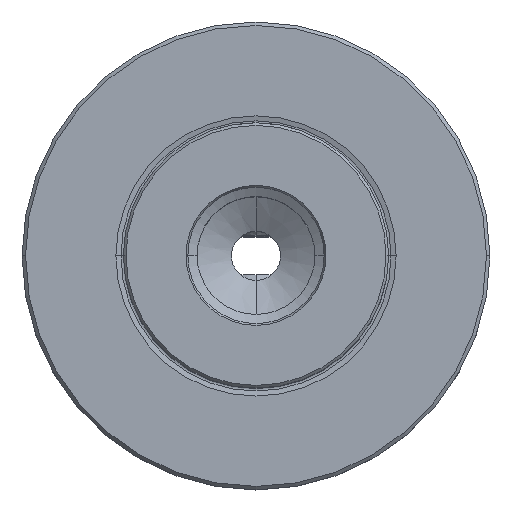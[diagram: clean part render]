
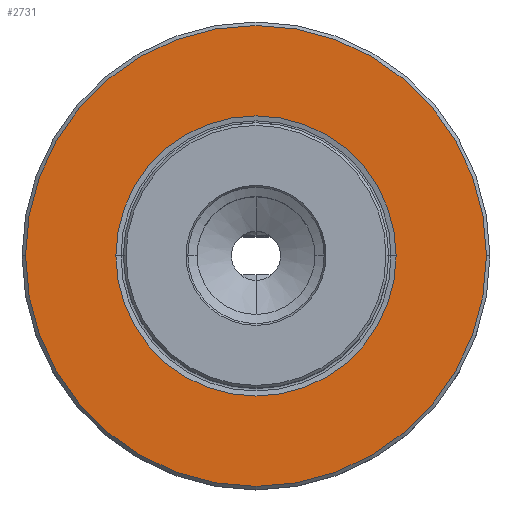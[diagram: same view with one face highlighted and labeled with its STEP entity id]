
A CAD part, top view. The second image highlights one B-rep face of the part: STEP entity #2731.
In plain terms, the highlighted planar face has unit normal (0, 0, 1).
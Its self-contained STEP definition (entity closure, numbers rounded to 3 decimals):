
#1905=EDGE_CURVE('NONE',#3155,#4937,#5337,.T.);
#2287=VERTEX_POINT('NONE',#5778);
#2731=ADVANCED_FACE('NONE',(#6266,#6267),#6268,.T.);
#3155=VERTEX_POINT('NONE',#6725);
#3453=VERTEX_POINT('NONE',#7048);
#3603=EDGE_CURVE('NONE',#4937,#3155,#7210,.T.);
#3993=EDGE_CURVE('NONE',#2287,#3453,#7638,.T.);
#4469=EDGE_CURVE('NONE',#3453,#2287,#8164,.T.);
#4937=VERTEX_POINT('NONE',#8684);
#5337=CIRCLE('',#9356,19.012);
#5778=CARTESIAN_POINT('',(31.275,0.,0.0));
#6266=FACE_OUTER_BOUND('',#11507,.T.);
#6267=FACE_BOUND('',#11508,.T.);
#6268=PLANE('',#11509);
#6725=CARTESIAN_POINT('',(-19.012,0.,0.0));
#7048=CARTESIAN_POINT('',(-31.275,0.,0.0));
#7210=CIRCLE('',#14084,19.012);
#7638=CIRCLE('',#15496,31.275);
#8164=CIRCLE('',#16886,31.275);
#8684=CARTESIAN_POINT('',(19.012,0.,0.0));
#9356=AXIS2_PLACEMENT_3D('',#19021,#19022,#19023);
#11507=EDGE_LOOP('',(#20134,#20135));
#11508=EDGE_LOOP('',(#20136,#20137));
#11509=AXIS2_PLACEMENT_3D('',#20138,#20139,#20140);
#14084=AXIS2_PLACEMENT_3D('',#20910,#20911,#20912);
#15496=AXIS2_PLACEMENT_3D('',#21304,#21305,#21306);
#16886=AXIS2_PLACEMENT_3D('',#21818,#21819,#21820);
#19021=CARTESIAN_POINT('',(0.0,0.0,0.0));
#19022=DIRECTION('',(0.0,-0.0,1.0));
#19023=DIRECTION('',(0.0,1.0,0.0));
#20134=ORIENTED_EDGE('',*,*,#4469,.F.);
#20135=ORIENTED_EDGE('',*,*,#3993,.F.);
#20136=ORIENTED_EDGE('',*,*,#3603,.F.);
#20137=ORIENTED_EDGE('',*,*,#1905,.F.);
#20138=CARTESIAN_POINT('',(-18.0,0.0,0.0));
#20139=DIRECTION('',(-0.0,0.0,1.0));
#20140=DIRECTION('',(0.0,1.0,0.0));
#20910=CARTESIAN_POINT('',(0.0,0.0,0.0));
#20911=DIRECTION('',(0.0,-0.0,1.0));
#20912=DIRECTION('',(0.0,1.0,0.0));
#21304=CARTESIAN_POINT('',(0.0,0.0,0.0));
#21305=DIRECTION('',(0.0,0.0,-1.0));
#21306=DIRECTION('',(0.0,1.0,0.0));
#21818=CARTESIAN_POINT('',(0.0,0.0,0.0));
#21819=DIRECTION('',(0.0,0.0,-1.0));
#21820=DIRECTION('',(0.0,1.0,0.0));
